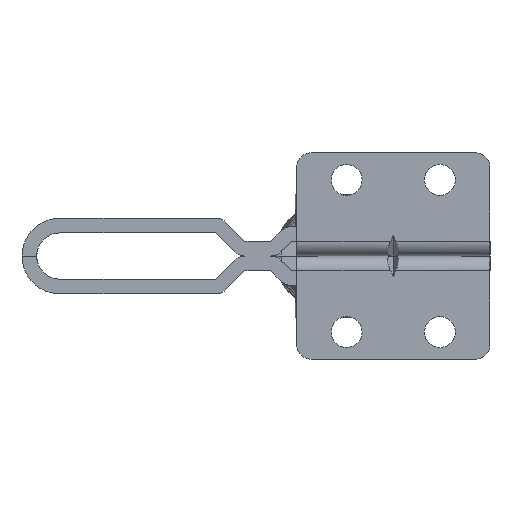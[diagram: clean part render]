
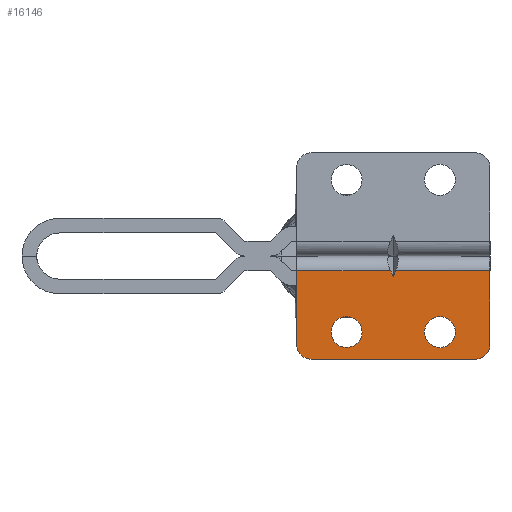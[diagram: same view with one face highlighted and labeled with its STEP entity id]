
A CAD part, front view. The second image highlights one B-rep face of the part: STEP entity #16146.
In plain terms, the highlighted planar face has unit normal (0, -1, 0).
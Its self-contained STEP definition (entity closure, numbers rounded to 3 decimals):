
#450 = DIRECTION ( 'NONE',  ( -1., 0., 0. ) ) ;
#451 = DIRECTION ( 'NONE',  ( 0., -1., 0. ) ) ;
#452 = CARTESIAN_POINT ( 'NONE',  ( -10.2, 0., -15.5 ) ) ;
#518 = CARTESIAN_POINT ( 'NONE',  ( -7.05, 0., -15.5 ) ) ;
#519 = CARTESIAN_POINT ( 'NONE',  ( -13.35, 0., -15.5 ) ) ;
#588 = DIRECTION ( 'NONE',  ( -1., 0., 0. ) ) ;
#589 = DIRECTION ( 'NONE',  ( 0., -1., 0. ) ) ;
#590 = CARTESIAN_POINT ( 'NONE',  ( -29.2, 0., -15.5 ) ) ;
#591 = AXIS2_PLACEMENT_3D ( 'NONE', #590, #589, #588 ) ;
#592 = CIRCLE ( 'NONE', #591, 3.15 ) ;
#655 = CARTESIAN_POINT ( 'NONE',  ( -26.05, 0., -15.5 ) ) ;
#656 = CARTESIAN_POINT ( 'NONE',  ( -32.35, 0., -15.5 ) ) ;
#718 = CIRCLE ( 'NONE', #724, 3.15 ) ;
#724 = AXIS2_PLACEMENT_3D ( 'NONE', #452, #451, #450 ) ;
#783 = CARTESIAN_POINT ( 'NONE',  ( 0., 0., -3. ) ) ;
#784 = CARTESIAN_POINT ( 'NONE',  ( -19.199, 0., -3. ) ) ;
#785 = DIRECTION ( 'NONE',  ( 1., 0., 0. ) ) ;
#786 = VECTOR ( 'NONE', #785, 1000. ) ;
#787 = CARTESIAN_POINT ( 'NONE',  ( 0., 0., -3. ) ) ;
#788 = LINE ( 'NONE', #787, #786 ) ;
#844 = CARTESIAN_POINT ( 'NONE',  ( 0., 0., -18. ) ) ;
#845 = DIRECTION ( 'NONE',  ( 0., 0., 1. ) ) ;
#846 = VECTOR ( 'NONE', #845, 1000. ) ;
#847 = CARTESIAN_POINT ( 'NONE',  ( 0., 0., -3. ) ) ;
#851 = LINE ( 'NONE', #847, #846 ) ;
#963 = DIRECTION ( 'NONE',  ( 0.383, 0., 0.924 ) ) ;
#964 = VECTOR ( 'NONE', #963, 1000. ) ;
#965 = CARTESIAN_POINT ( 'NONE',  ( -16.387, 0., 3.789 ) ) ;
#966 = DIRECTION ( 'NONE',  ( -1., 0., 0. ) ) ;
#967 = DIRECTION ( 'NONE',  ( 0., 1., 0. ) ) ;
#968 = CARTESIAN_POINT ( 'NONE',  ( -3., 0., -18. ) ) ;
#969 = AXIS2_PLACEMENT_3D ( 'NONE', #968, #967, #966 ) ;
#970 = CIRCLE ( 'NONE', #969, 3. ) ;
#971 = LINE ( 'NONE', #965, #964 ) ;
#972 = CARTESIAN_POINT ( 'NONE',  ( -3., 0., -21. ) ) ;
#973 = DIRECTION ( 'NONE',  ( 1., 0., 0. ) ) ;
#974 = VECTOR ( 'NONE', #973, 1000. ) ;
#975 = CARTESIAN_POINT ( 'NONE',  ( -39.4, 0., -21. ) ) ;
#976 = LINE ( 'NONE', #975, #974 ) ;
#977 = CARTESIAN_POINT ( 'NONE',  ( -36.4, 0., -21. ) ) ;
#978 = DIRECTION ( 'NONE',  ( -1., 0., 0. ) ) ;
#979 = DIRECTION ( 'NONE',  ( 0., 1., 0. ) ) ;
#980 = CARTESIAN_POINT ( 'NONE',  ( -36.4, 0., -18. ) ) ;
#981 = AXIS2_PLACEMENT_3D ( 'NONE', #980, #979, #978 ) ;
#982 = CIRCLE ( 'NONE', #981, 3. ) ;
#1000 = DIRECTION ( 'NONE',  ( 1., 0., 0. ) ) ;
#1001 = VECTOR ( 'NONE', #1000, 1000. ) ;
#1002 = CARTESIAN_POINT ( 'NONE',  ( 0., 0., -3. ) ) ;
#1003 = LINE ( 'NONE', #1002, #1001 ) ;
#1004 = CARTESIAN_POINT ( 'NONE',  ( -19.7, 0., -4.209 ) ) ;
#1005 = CARTESIAN_POINT ( 'NONE',  ( -20.263, 0., -3. ) ) ;
#1006 = DIRECTION ( 'NONE',  ( 0.422, 0., -0.907 ) ) ;
#1007 = VECTOR ( 'NONE', #1006, 1000. ) ;
#1008 = CARTESIAN_POINT ( 'NONE',  ( -16.655, 0., -10.752 ) ) ;
#1009 = LINE ( 'NONE', #1008, #1007 ) ;
#1010 = DIRECTION ( 'NONE',  ( -1., 0., 0. ) ) ;
#1011 = DIRECTION ( 'NONE',  ( 0., -1., 0. ) ) ;
#1012 = CARTESIAN_POINT ( 'NONE',  ( -10.2, 0., -15.5 ) ) ;
#1013 = AXIS2_PLACEMENT_3D ( 'NONE', #1012, #1011, #1010 ) ;
#1014 = CIRCLE ( 'NONE', #1013, 3.15 ) ;
#1015 = DIRECTION ( 'NONE',  ( -1., 0., 0. ) ) ;
#1016 = DIRECTION ( 'NONE',  ( 0., -1., 0. ) ) ;
#1017 = CARTESIAN_POINT ( 'NONE',  ( -29.2, 0., -15.5 ) ) ;
#1018 = AXIS2_PLACEMENT_3D ( 'NONE', #1017, #1016, #1015 ) ;
#1024 = CIRCLE ( 'NONE', #1018, 3.15 ) ;
#1031 = DIRECTION ( 'NONE',  ( -1., 0., 0. ) ) ;
#1032 = DIRECTION ( 'NONE',  ( 0., 1., 0. ) ) ;
#1033 = AXIS2_PLACEMENT_3D ( 'NONE', #1034, #1032, #1031 ) ;
#1034 = CARTESIAN_POINT ( 'NONE',  ( 0., 0., -3. ) ) ;
#1035 = PLANE ( 'NONE',  #1033 ) ;
#1036 = FACE_OUTER_BOUND ( 'NONE', #16127, .T. ) ;
#1037 = FACE_BOUND ( 'NONE', #16149, .T. ) ;
#1038 = FACE_BOUND ( 'NONE', #16147, .T. ) ;
#1044 = CARTESIAN_POINT ( 'NONE',  ( -39.4, 0., -3. ) ) ;
#1045 = DIRECTION ( 'NONE',  ( 0., 0., 1. ) ) ;
#1046 = VECTOR ( 'NONE', #1045, 1000. ) ;
#1047 = CARTESIAN_POINT ( 'NONE',  ( -39.4, 0., -3. ) ) ;
#1048 = LINE ( 'NONE', #1047, #1046 ) ;
#1049 = CARTESIAN_POINT ( 'NONE',  ( -39.4, 0., -18. ) ) ;
#15908 = EDGE_CURVE ( 'NONE', #15909, #15910, #592, .T. ) ;
#15909 = VERTEX_POINT ( 'NONE', #656 ) ;
#15910 = VERTEX_POINT ( 'NONE', #655 ) ;
#15969 = EDGE_CURVE ( 'NONE', #15970, #15971, #718, .T. ) ;
#15970 = VERTEX_POINT ( 'NONE', #519 ) ;
#15971 = VERTEX_POINT ( 'NONE', #518 ) ;
#16007 = EDGE_CURVE ( 'NONE', #16008, #16009, #788, .T. ) ;
#16008 = VERTEX_POINT ( 'NONE', #784 ) ;
#16009 = VERTEX_POINT ( 'NONE', #783 ) ;
#16033 = EDGE_CURVE ( 'NONE', #16034, #16009, #851, .T. ) ;
#16034 = VERTEX_POINT ( 'NONE', #844 ) ;
#16109 = EDGE_CURVE ( 'NONE', #16110, #16140, #982, .T. ) ;
#16110 = VERTEX_POINT ( 'NONE', #977 ) ;
#16111 = ORIENTED_EDGE ( 'NONE', *, *, #16112, .T. ) ;
#16112 = EDGE_CURVE ( 'NONE', #16110, #16113, #976, .T. ) ;
#16113 = VERTEX_POINT ( 'NONE', #972 ) ;
#16114 = ORIENTED_EDGE ( 'NONE', *, *, #16115, .F. ) ;
#16115 = EDGE_CURVE ( 'NONE', #16034, #16113, #970, .T. ) ;
#16116 = ORIENTED_EDGE ( 'NONE', *, *, #16033, .T. ) ;
#16117 = ORIENTED_EDGE ( 'NONE', *, *, #16007, .F. ) ;
#16118 = ORIENTED_EDGE ( 'NONE', *, *, #16119, .F. ) ;
#16119 = EDGE_CURVE ( 'NONE', #16131, #16008, #971, .T. ) ;
#16122 = ORIENTED_EDGE ( 'NONE', *, *, #16123, .F. ) ;
#16123 = EDGE_CURVE ( 'NONE', #15910, #15909, #1024, .T. ) ;
#16124 = ORIENTED_EDGE ( 'NONE', *, *, #15969, .F. ) ;
#16125 = ORIENTED_EDGE ( 'NONE', *, *, #16126, .F. ) ;
#16126 = EDGE_CURVE ( 'NONE', #15971, #15970, #1014, .T. ) ;
#16127 = EDGE_LOOP ( 'NONE', ( #16128, #16132, #16134, #16135, #16111, #16114, #16116, #16117, #16118 ) ) ;
#16128 = ORIENTED_EDGE ( 'NONE', *, *, #16129, .F. ) ;
#16129 = EDGE_CURVE ( 'NONE', #16130, #16131, #1009, .T. ) ;
#16130 = VERTEX_POINT ( 'NONE', #1005 ) ;
#16131 = VERTEX_POINT ( 'NONE', #1004 ) ;
#16132 = ORIENTED_EDGE ( 'NONE', *, *, #16133, .F. ) ;
#16133 = EDGE_CURVE ( 'NONE', #16143, #16130, #1003, .T. ) ;
#16134 = ORIENTED_EDGE ( 'NONE', *, *, #16142, .F. ) ;
#16135 = ORIENTED_EDGE ( 'NONE', *, *, #16109, .F. ) ;
#16140 = VERTEX_POINT ( 'NONE', #1049 ) ;
#16142 = EDGE_CURVE ( 'NONE', #16140, #16143, #1048, .T. ) ;
#16143 = VERTEX_POINT ( 'NONE', #1044 ) ;
#16146 = ADVANCED_FACE ( 'NONE', ( #1038, #1037, #1036 ), #1035, .F. ) ;
#16147 = EDGE_LOOP ( 'NONE', ( #16148, #16122 ) ) ;
#16148 = ORIENTED_EDGE ( 'NONE', *, *, #15908, .F. ) ;
#16149 = EDGE_LOOP ( 'NONE', ( #16124, #16125 ) ) ;
